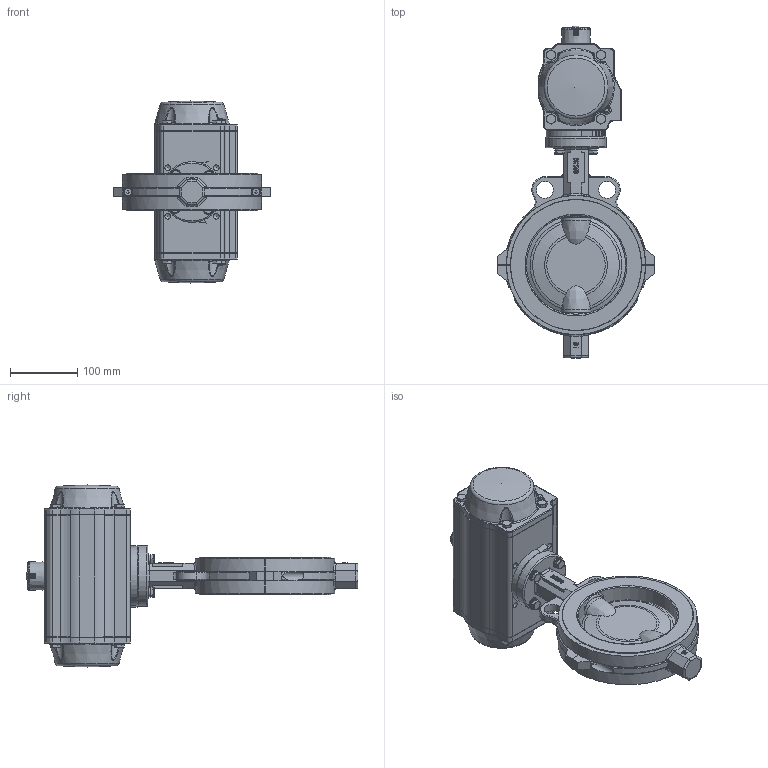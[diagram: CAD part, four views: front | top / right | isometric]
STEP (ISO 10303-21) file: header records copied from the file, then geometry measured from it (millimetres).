
FILE_DESCRIPTION(/* description */ ('Unknown','CAx-IF Rec.Pracs.---Representation and Presentation of Product Manufacturing Information (PMI)---4.0---2014-10-13','CAx-IF Rec.Pracs.---3D Tessellated Geometry---0.4---2014-09-14','2;1'),/* implementation_level */ '2;1');
FILE_NAME(/* name */ 'DW06 5400-14',/* time_stamp */ '2023-11-28T13:47:53+01:00',/* author */ ('Unknown'),/* organization */ ('Unknown'),/* preprocessor_version */ 'ST-DEVELOPER v18.102',/* originating_system */ 'Solid Edge',/* authorisation */ 'Unknown');
FILE_SCHEMA (('PROCESS_PLANNING_SCHEMA','AP242_MANAGED_MODEL_BASED_3D_ENGINEERING_MIM_LF { 1 0 10303 442 1 1 4 }'));
Products named in the file (35): DW06_FR055400-14; 5.400.150; ________PTFE DN150 ______; ________PTFE DN150 _______0; ________PTFE DN150 _______2; ________PTFE DN150 _______6; ________PTFE DN150 _______7; ________PTFE DN150 _______9; ________PTFE DN150 _______11; ________PTFE DN150 _______12; ________PTFE DN150 _______13; ________PTFE DN150 _______16; ________PTFE DN150 _______18; ________PTFE DN150 _______19; ________PTFE DN150 _______20; ________PTFE DN150 _______22; ________PTFE DN150 _______23; ________PTFE DN150 _______24; ________PTFE DN150 _______32; ________PTFE DN150 _______34; ________PTFE DN150 _______36; ________PTFE DN150 _______39; ________PTFE DN150 _______47; Raster DN40- DN150; DW06_FR05_(DW160_FR119); ____; ________(___________; _____________; ______; Deckel 1; hexagon head bolts--product grade c gb_GB_FASTENER_BOLT_HHBC M8X40-N; cup head nib bolts with large head gb_GB_FASTENER_BOLT_CHNBW M6X25-N; KP-100; Deckel 2; DIN 933 M8x45 A2-70 BLK_EDST
Assembly tree (46 placements, depth 4):
  DW06_FR055400-14
    5.400.150
      ________PTFE DN150 ______
      ________PTFE DN150 _______0
      ________PTFE DN150 _______2
      ________PTFE DN150 _______6
      ________PTFE DN150 _______7
      ________PTFE DN150 _______9
      ________PTFE DN150 _______11
      ________PTFE DN150 _______12
      ________PTFE DN150 _______13
      ________PTFE DN150 _______16
      ________PTFE DN150 _______18
      ________PTFE DN150 _______19
      ________PTFE DN150 _______20
      ________PTFE DN150 _______22
      ________PTFE DN150 _______23
      ________PTFE DN150 _______24
      ________PTFE DN150 _______32
      ________PTFE DN150 _______34
      ________PTFE DN150 _______36
      ________PTFE DN150 _______39
      ________PTFE DN150 _______47
    Raster DN40- DN150
    DW06_FR05_(DW160_FR119)
      ____
        ________(___________  x2
        _____________  x2
        ______
      Deckel 1
      hexagon head bolts--product grade c gb_GB_FASTENER_BOLT_HHBC M8X40-N  x8
      cup head nib bolts with large head gb_GB_FASTENER_BOLT_CHNBW M6X25-N
      KP-100
      Deckel 2
    DIN 933 M8x45 A2-70 BLK_EDST  x4
Bounding box: 234 x 492.81 x 270.2 mm (x, y, z)
Volume: 4956791.4 mm3; surface area: 612351.7 mm2
Topology: 43 solids, 44 shells, 1918 faces, 4574 edges, 2781 vertices
Faces by surface type: plane 600, cylinder 561, cone 287, bspline 241, torus 191, sphere 38
Full cylindrical faces by diameter (mm): 2.6 x2, 3 x16, 3.3 x8, 4.2 x8, 4.66 x1, 5 x1, 6 x1, 6.2 x1, 6.8 x24, 8 x70, 8.5 x8, 8.68 x4, 9 x4, 10 x4, 11.8 x2, 12.88 x4, 13 x4, 14 x2, 16 x4, 20.99 x2, 21 x2, 21.36 x1, 23 x1, 23.8 x3, 24 x3, 24.6 x2, 25 x2, 26.8 x2, 30.86 x1, 35.5 x3
Entity records: 57865 total; most frequent: CARTESIAN_POINT 22520, DIRECTION 7053, ORIENTED_EDGE 6642, EDGE_CURVE 3321, AXIS2_PLACEMENT_3D 2902, VERTEX_POINT 2266, FACE_BOUND 2123, EDGE_LOOP 2094
